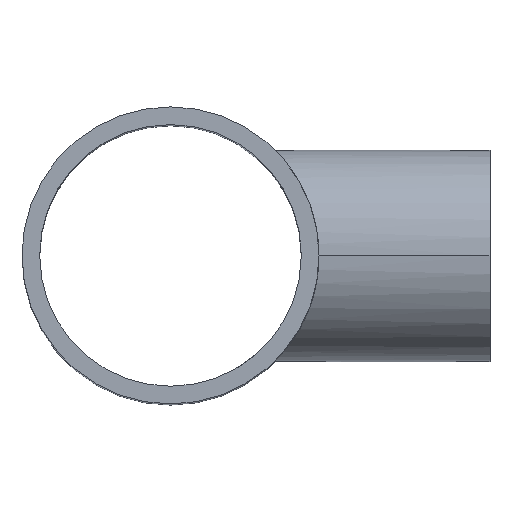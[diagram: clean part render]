
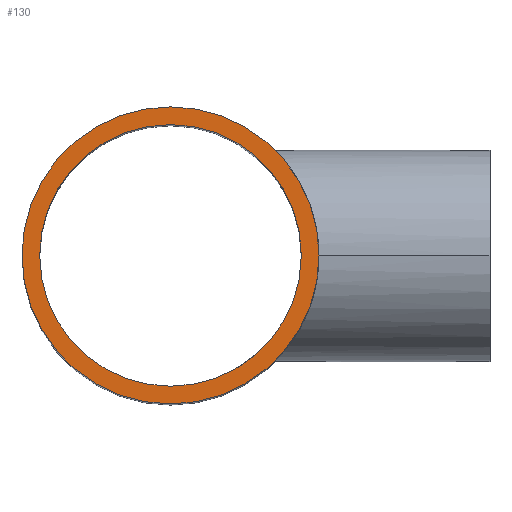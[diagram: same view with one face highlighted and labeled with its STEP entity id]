
A CAD part, top view. The second image highlights one B-rep face of the part: STEP entity #130.
In plain terms, the highlighted planar face has unit normal (0, 0, 1).
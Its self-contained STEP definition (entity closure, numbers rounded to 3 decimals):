
#3 = ORIENTED_EDGE ( 'NONE', *, *, #449, .T. ) ;
#25 = EDGE_CURVE ( 'NONE', #315, #359, #646, .T. ) ;
#47 = AXIS2_PLACEMENT_3D ( 'NONE', #164, #403, #397 ) ;
#55 = CIRCLE ( 'NONE', #363, 99.1 ) ;
#102 = CARTESIAN_POINT ( 'NONE',  ( -112.5, 0., 263.5 ) ) ;
#122 = EDGE_LOOP ( 'NONE', ( #435, #538 ) ) ;
#130 = ADVANCED_FACE ( 'NONE', ( #731, #455 ), #153, .T. ) ;
#141 = DIRECTION ( 'NONE',  ( 1., 0., 0. ) ) ;
#143 = EDGE_LOOP ( 'NONE', ( #3, #487 ) ) ;
#150 = CIRCLE ( 'NONE', #612, 99.1 ) ;
#151 = VERTEX_POINT ( 'NONE', #215 ) ;
#153 = PLANE ( 'NONE',  #338 ) ;
#164 = CARTESIAN_POINT ( 'NONE',  ( 0., 0., 263.5 ) ) ;
#215 = CARTESIAN_POINT ( 'NONE',  ( -99.1, 0., 263.5 ) ) ;
#227 = CARTESIAN_POINT ( 'NONE',  ( 0., 0., 263.5 ) ) ;
#231 = CARTESIAN_POINT ( 'NONE',  ( 0., 0., 263.5 ) ) ;
#305 = VERTEX_POINT ( 'NONE', #323 ) ;
#315 = VERTEX_POINT ( 'NONE', #668 ) ;
#323 = CARTESIAN_POINT ( 'NONE',  ( 99.1, 0., 263.5 ) ) ;
#338 = AXIS2_PLACEMENT_3D ( 'NONE', #377, #624, #560 ) ;
#341 = DIRECTION ( 'NONE',  ( 1., 0., 0. ) ) ;
#345 = DIRECTION ( 'NONE',  ( 0., 0., 1. ) ) ;
#359 = VERTEX_POINT ( 'NONE', #102 ) ;
#363 = AXIS2_PLACEMENT_3D ( 'NONE', #231, #345, #577 ) ;
#366 = DIRECTION ( 'NONE',  ( 0., 0., 1. ) ) ;
#377 = CARTESIAN_POINT ( 'NONE',  ( 0., 0., 263.5 ) ) ;
#381 = CIRCLE ( 'NONE', #47, 112.5 ) ;
#397 = DIRECTION ( 'NONE',  ( 1., 0., 0. ) ) ;
#403 = DIRECTION ( 'NONE',  ( 0., 0., 1. ) ) ;
#412 = AXIS2_PLACEMENT_3D ( 'NONE', #611, #366, #141 ) ;
#426 = EDGE_CURVE ( 'NONE', #151, #305, #150, .T. ) ;
#435 = ORIENTED_EDGE ( 'NONE', *, *, #426, .F. ) ;
#449 = EDGE_CURVE ( 'NONE', #359, #315, #381, .T. ) ;
#455 = FACE_BOUND ( 'NONE', #122, .T. ) ;
#460 = DIRECTION ( 'NONE',  ( 0., 0., 1. ) ) ;
#487 = ORIENTED_EDGE ( 'NONE', *, *, #25, .T. ) ;
#527 = EDGE_CURVE ( 'NONE', #305, #151, #55, .T. ) ;
#538 = ORIENTED_EDGE ( 'NONE', *, *, #527, .F. ) ;
#560 = DIRECTION ( 'NONE',  ( 1., 0., 0. ) ) ;
#577 = DIRECTION ( 'NONE',  ( 1., 0., 0. ) ) ;
#611 = CARTESIAN_POINT ( 'NONE',  ( 0., 0., 263.5 ) ) ;
#612 = AXIS2_PLACEMENT_3D ( 'NONE', #227, #460, #341 ) ;
#624 = DIRECTION ( 'NONE',  ( 0., 0., 1. ) ) ;
#646 = CIRCLE ( 'NONE', #412, 112.5 ) ;
#668 = CARTESIAN_POINT ( 'NONE',  ( 112.5, 0., 263.5 ) ) ;
#731 = FACE_OUTER_BOUND ( 'NONE', #143, .T. ) ;
